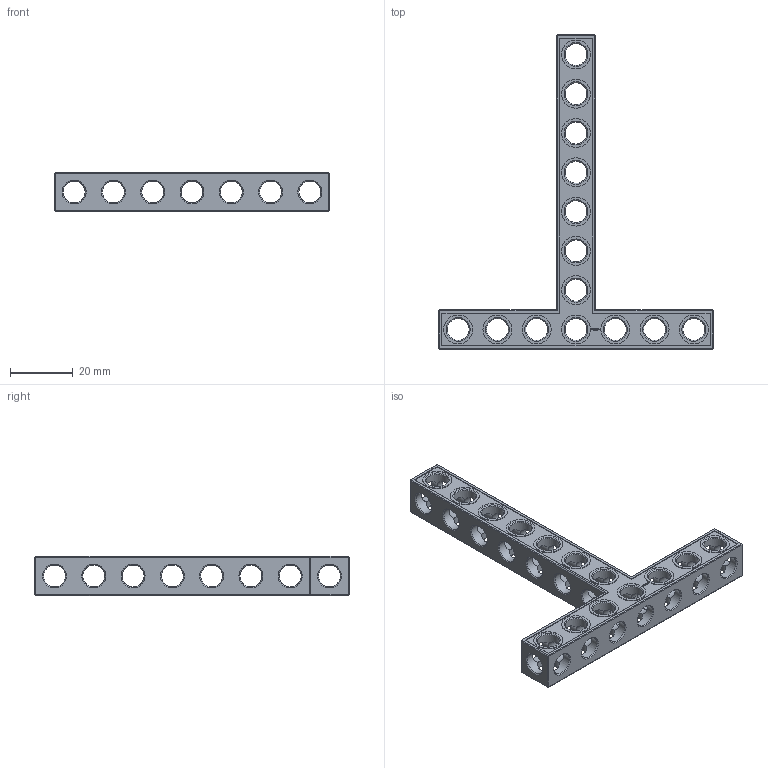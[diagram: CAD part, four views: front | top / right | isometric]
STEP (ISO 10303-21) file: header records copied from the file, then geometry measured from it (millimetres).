
FILE_DESCRIPTION(('FreeCAD Model'),'2;1');
FILE_NAME('Open CASCADE Shape Model','2021-08-09T15:04:37',( 'Paulo Kiefe'),('STEMFIE.org'),'Open CASCADE STEP processor 7.4', 'FreeCAD','Unknown');
FILE_SCHEMA(('AUTOMOTIVE_DESIGN { 1 0 10303 214 1 1 1 1 }'));
Products named in the file (1): Beam_TSH_SYM_ESS_BU07x08x01_-_SPN-BEM-1044_(stemfie.org)
Bounding box: 87.5 x 100 x 12.5 mm (x, y, z)
Volume: 13662.6 mm3; surface area: 12367.5 mm2
Topology: 1 solids, 1 shells, 662 faces, 1948 edges, 1282 vertices
Faces by surface type: plane 411, extrusion 102, cylinder 89, cone 60
Full cylindrical faces by diameter (mm): 7 x71, 9.2 x14
Entity records: 57212 total; most frequent: CARTESIAN_POINT 15263, DIRECTION 6336, VECTOR 4256, LINE 4154, ORIENTED_EDGE 3896, PCURVE 3896, DEFINITIONAL_REPRESENTATION 3896, EDGE_CURVE 1948
